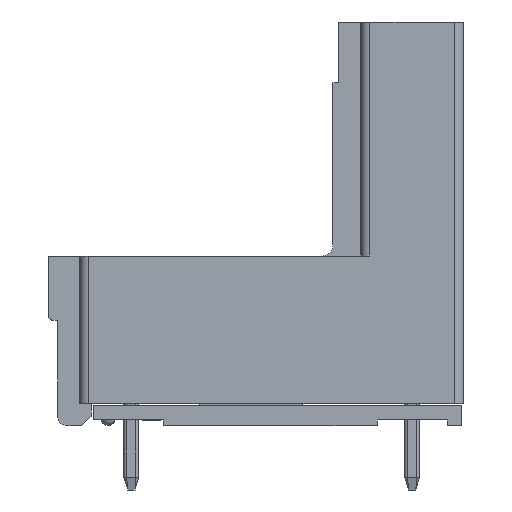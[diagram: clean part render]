
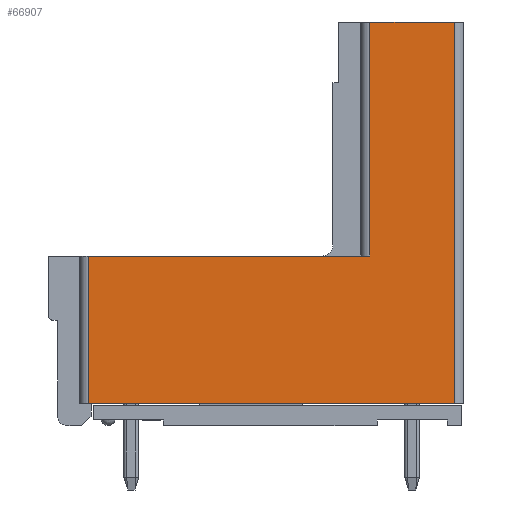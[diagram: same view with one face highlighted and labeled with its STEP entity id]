
A CAD part, left-side view. The second image highlights one B-rep face of the part: STEP entity #66907.
In plain terms, the highlighted planar face has unit normal (-1, 0, 0).
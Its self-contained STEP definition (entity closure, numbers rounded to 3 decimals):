
#66833=CARTESIAN_POINT('',(-25.729,2.106,7.325));
#66834=VERTEX_POINT('',#66833);
#66842=CARTESIAN_POINT('',(-25.729,2.106,18.953));
#66843=VERTEX_POINT('',#66842);
#66844=CARTESIAN_POINT('',(-25.729,2.106,7.325));
#66845=DIRECTION('',(0.,0.,1.));
#66846=VECTOR('',#66845,11.628);
#66847=LINE('',#66844,#66846);
#66848=EDGE_CURVE('',#66834,#66843,#66847,.T.);
#66861=CARTESIAN_POINT('',(-25.729,0.,0.));
#66862=DIRECTION('',(0.,0.,-1.));
#66863=DIRECTION('',(-1.,-0.,-0.));
#66864=AXIS2_PLACEMENT_3D('',#66861,#66863,#66862);
#66865=PLANE('',#66864);
#66866=CARTESIAN_POINT('',(-25.729,16.06,0.));
#66867=VERTEX_POINT('',#66866);
#66868=CARTESIAN_POINT('',(-25.729,-2.106,0.));
#66869=VERTEX_POINT('',#66868);
#66870=CARTESIAN_POINT('',(-25.729,16.06,0.));
#66871=DIRECTION('',(0.,-1.,0.));
#66872=VECTOR('',#66871,18.166);
#66873=LINE('',#66870,#66872);
#66874=EDGE_CURVE('',#66867,#66869,#66873,.T.);
#66875=ORIENTED_EDGE('',*,*,#66874,.T.);
#66876=CARTESIAN_POINT('',(-25.729,-2.106,18.953));
#66877=VERTEX_POINT('',#66876);
#66878=CARTESIAN_POINT('',(-25.729,-2.106,0.));
#66879=DIRECTION('',(0.,0.,1.));
#66880=VECTOR('',#66879,18.953);
#66881=LINE('',#66878,#66880);
#66882=EDGE_CURVE('',#66869,#66877,#66881,.T.);
#66883=ORIENTED_EDGE('',*,*,#66882,.T.);
#66884=CARTESIAN_POINT('',(-25.729,-2.106,18.953));
#66885=DIRECTION('',(0.,1.,0.));
#66886=VECTOR('',#66885,4.212);
#66887=LINE('',#66884,#66886);
#66888=EDGE_CURVE('',#66877,#66843,#66887,.T.);
#66889=ORIENTED_EDGE('',*,*,#66888,.T.);
#66890=ORIENTED_EDGE('',*,*,#66848,.F.);
#66891=CARTESIAN_POINT('',(-25.729,16.06,7.325));
#66892=VERTEX_POINT('',#66891);
#66893=CARTESIAN_POINT('',(-25.729,2.106,7.325));
#66894=DIRECTION('',(0.,1.,0.));
#66895=VECTOR('',#66894,13.954);
#66896=LINE('',#66893,#66895);
#66897=EDGE_CURVE('',#66834,#66892,#66896,.T.);
#66898=ORIENTED_EDGE('',*,*,#66897,.T.);
#66899=CARTESIAN_POINT('',(-25.729,16.06,7.325));
#66900=DIRECTION('',(0.,0.,-1.));
#66901=VECTOR('',#66900,7.325);
#66902=LINE('',#66899,#66901);
#66903=EDGE_CURVE('',#66892,#66867,#66902,.T.);
#66904=ORIENTED_EDGE('',*,*,#66903,.T.);
#66905=EDGE_LOOP('',(#66875,#66883,#66889,#66890,#66898,#66904));
#66906=FACE_OUTER_BOUND('',#66905,.T.);
#66907=ADVANCED_FACE('',(#66906),#66865,.T.);
